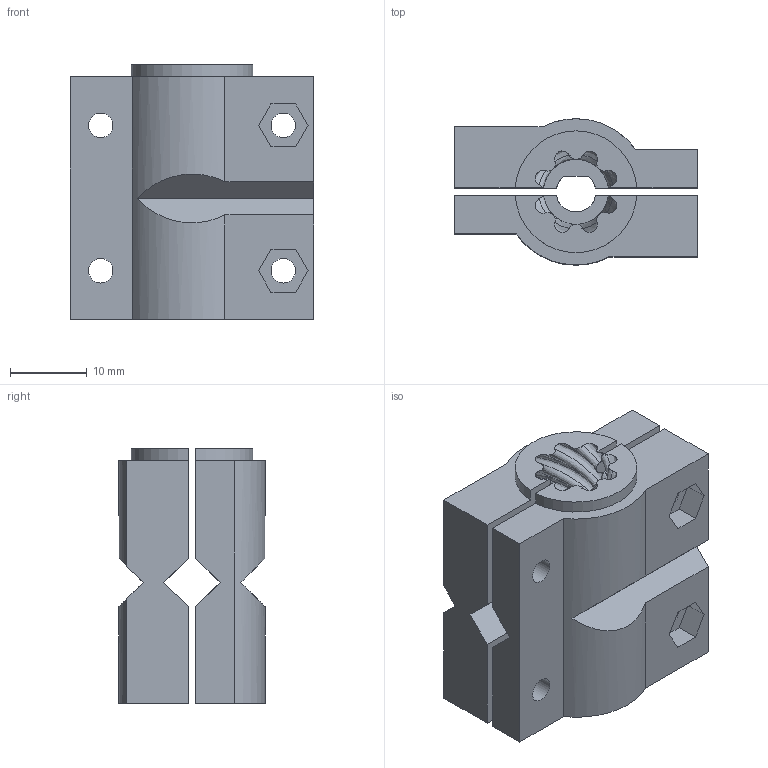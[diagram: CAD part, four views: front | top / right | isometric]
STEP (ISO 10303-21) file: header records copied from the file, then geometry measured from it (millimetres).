
FILE_DESCRIPTION((''),'2;1');
FILE_NAME('COUPLER.ipt.step','2013-12-08T06:21:59',(''),(''),'Autodesk Inventor 2013','Autodesk Inventor 2013','');
FILE_SCHEMA(('AUTOMOTIVE_DESIGN { 1 0 10303 214 1 1 1 1 }'));
Length unit declared in the file: millimetre
Products named in the file (1): COUPLER
Bounding box: 31.75 x 19.05 x 33.24 mm (x, y, z)
Volume: 12200.5 mm3; surface area: 7108.4 mm2
Topology: 2 solids, 2 shells, 134 faces, 375 edges, 249 vertices
Faces by surface type: plane 64, bspline 52, cylinder 18
Full cylindrical faces by diameter (mm): 3.2 x8
Entity records: 7623 total; most frequent: CARTESIAN_POINT 4395, ORIENTED_EDGE 732, DIRECTION 462, EDGE_CURVE 366, VERTEX_POINT 248, VECTOR 168, LINE 168, EDGE_LOOP 162
